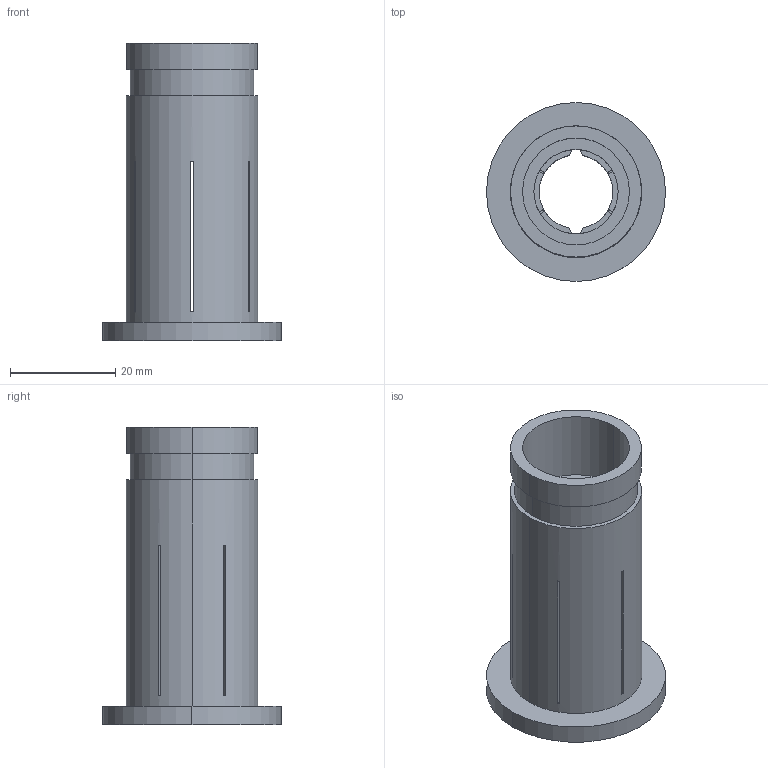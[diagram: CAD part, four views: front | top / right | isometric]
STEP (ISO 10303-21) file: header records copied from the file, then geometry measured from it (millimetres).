
FILE_DESCRIPTION (( 'STEP AP203' ), '1' );
FILE_NAME ('STP-SAKEM-84121-14-FID.STEP', '2020-05-25T09:09:57', ( '' ), ( '' ), 'SwSTEP 2.0', 'SolidWorks 2017', '' );
FILE_SCHEMA (( 'CONFIG_CONTROL_DESIGN' ));
Length unit declared in the file: millimetre
Products named in the file (1): STP-SAKEM-84121-14-FID
Bounding box: 34 x 34 x 56.5 mm (x, y, z)
Volume: 16766.7 mm3; surface area: 10649.1 mm2
Topology: 1 solids, 1 shells, 61 faces, 179 edges, 118 vertices
Faces by surface type: plane 40, cylinder 21
Entity records: 2172 total; most frequent: DIRECTION 389, CARTESIAN_POINT 359, ORIENTED_EDGE 358, EDGE_CURVE 179, AXIS2_PLACEMENT_3D 148, VERTEX_POINT 118, LINE 93, VECTOR 93
